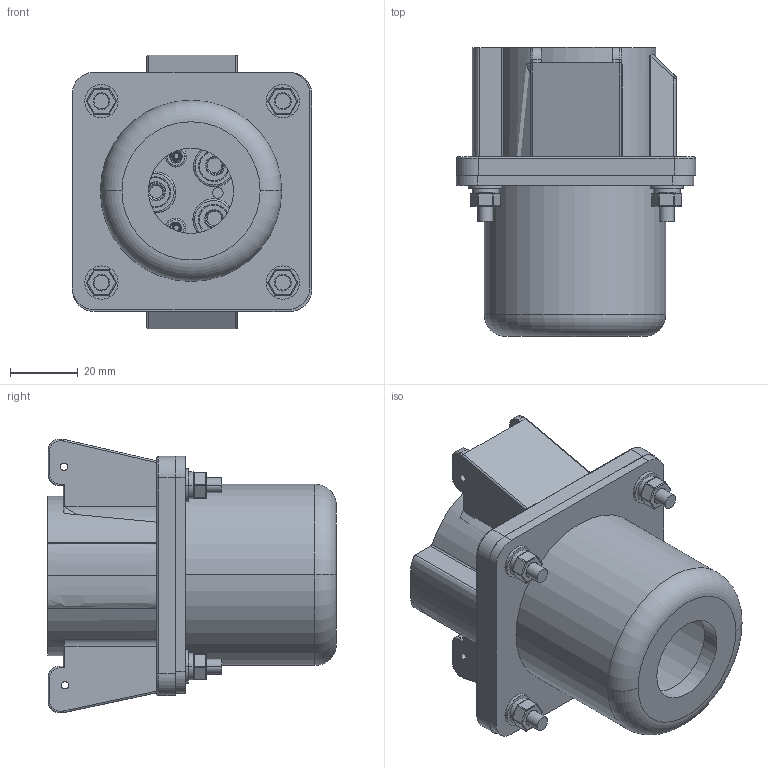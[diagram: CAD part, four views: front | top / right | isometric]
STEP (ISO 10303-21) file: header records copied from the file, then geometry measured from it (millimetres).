
FILE_DESCRIPTION((''),'2;1');
FILE_NAME('J1772_VEHICLE_CONNECTOR_ASM','2018-07-16T',('Matt'),(''),'CREO PARAMETRIC BY PTC INC, 2015080','CREO PARAMETRIC BY PTC INC, 2015080','');
FILE_SCHEMA(('CONFIG_CONTROL_DESIGN'));
Length unit declared in the file: inch
Products named in the file (16): J1772_CONNECTOR_HOUSING; J1772_CONNECTOR_SIGNAL_PIN; J1772_NEUTRAL_PWR_PIN; J1772_PWR_PIN_LINE; J1772_CONNECTOR_GASKET; J1772_CONNECTOR_WIRE_GUIDE; J1772_CONNECTOR_RETAINER_SCREW; J1772_CONNECTOR_INSULATOR; J1772_CONNECTOR_PIN_HOUSING_CAP; J1772_CONNECTOR_COVER_SCREW; J1772_CONNECTOR_CABLE_COVER; J1772_CONNECTOR_HOUSING_BOLT; J1772_CONNECTOR_WASHER; J1772_CONNECTOR_LOCKWASHER; J1772_CONNECTOR_NUT; J1772_VEHICLE_CONNECTOR_ASM
Assembly tree (31 placements, depth 2):
  J1772_VEHICLE_CONNECTOR_ASM
    J1772_CONNECTOR_HOUSING
    J1772_CONNECTOR_SIGNAL_PIN  x2
    J1772_NEUTRAL_PWR_PIN
    J1772_PWR_PIN_LINE  x2
    J1772_CONNECTOR_GASKET
    J1772_CONNECTOR_WIRE_GUIDE
    J1772_CONNECTOR_RETAINER_SCREW
    J1772_CONNECTOR_INSULATOR
    J1772_CONNECTOR_PIN_HOUSING_CAP
    J1772_CONNECTOR_COVER_SCREW  x3
    J1772_CONNECTOR_CABLE_COVER
    J1772_CONNECTOR_HOUSING_BOLT  x4
    J1772_CONNECTOR_WASHER  x4
    J1772_CONNECTOR_LOCKWASHER  x4
    J1772_CONNECTOR_NUT  x4
Bounding box: 70.41 x 84.96 x 80.48 mm (x, y, z)
Volume: 124319 mm3; surface area: 87068.4 mm2
Topology: 31 solids, 31 shells, 986 faces, 2181 edges, 1344 vertices
Faces by surface type: cylinder 449, plane 302, torus 114, cone 54, sphere 48, revolution 10, extrusion 8, bspline 1
Entity records: 21139 total; most frequent: CARTESIAN_POINT 4108, DIRECTION 3885, ORIENTED_EDGE 3186, AXIS2_PLACEMENT_3D 1620, EDGE_CURVE 1593, VERTEX_POINT 1000, CIRCLE 892, EDGE_LOOP 857
